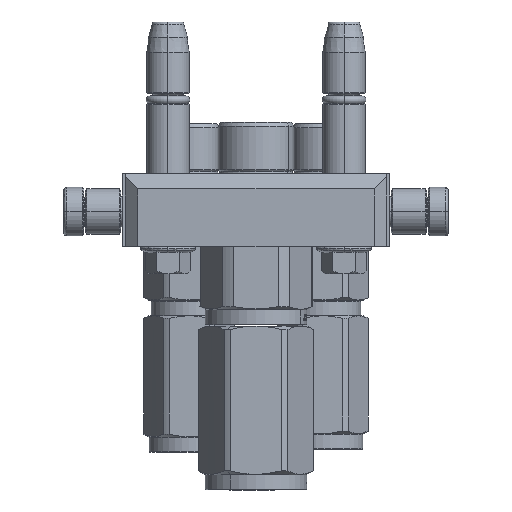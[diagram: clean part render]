
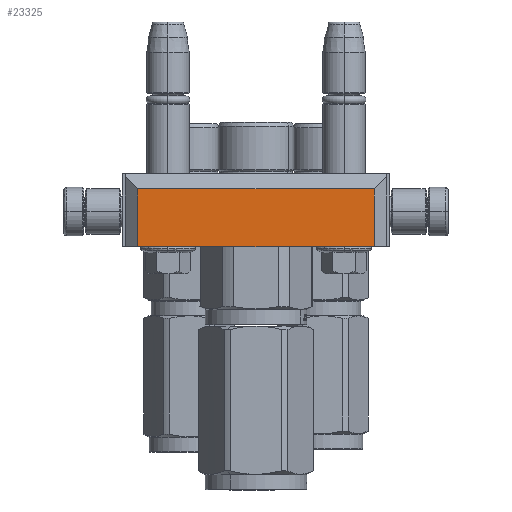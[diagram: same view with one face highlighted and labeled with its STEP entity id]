
A CAD part, left-side view. The second image highlights one B-rep face of the part: STEP entity #23325.
In plain terms, the highlighted face is planar.
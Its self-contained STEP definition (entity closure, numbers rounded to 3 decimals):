
#1742 = EDGE_CURVE ( 'NONE', #37696, #48790, #25069, .T. ) ;
#2166 = FACE_OUTER_BOUND ( 'NONE', #61980, .T. ) ;
#6646 = CARTESIAN_POINT ( 'NONE',  ( -39., 42.75, 24. ) ) ;
#7381 = CARTESIAN_POINT ( 'NONE',  ( -39., 42.75, 5. ) ) ;
#9299 = CARTESIAN_POINT ( 'NONE',  ( 39., 42.75, 5. ) ) ;
#9397 = ORIENTED_EDGE ( 'NONE', *, *, #51298, .F. ) ;
#10554 = VECTOR ( 'NONE', #17862, 1000. ) ;
#11139 = DIRECTION ( 'NONE',  ( 0., 0., -1. ) ) ;
#12391 = CARTESIAN_POINT ( 'NONE',  ( -39., 42.75, 5. ) ) ;
#14506 = LINE ( 'NONE', #7381, #56322 ) ;
#17862 = DIRECTION ( 'NONE',  ( -1., 0., 0. ) ) ;
#17931 = AXIS2_PLACEMENT_3D ( 'NONE', #22594, #33596, #49334 ) ;
#22594 = CARTESIAN_POINT ( 'NONE',  ( 44., 42.75, 0. ) ) ;
#23325 = ADVANCED_FACE ( 'NONE', ( #2166 ), #60092, .T. ) ;
#25069 = LINE ( 'NONE', #66790, #10554 ) ;
#25605 = EDGE_CURVE ( 'NONE', #40355, #36493, #14506, .T. ) ;
#31950 = ORIENTED_EDGE ( 'NONE', *, *, #25605, .F. ) ;
#33596 = DIRECTION ( 'NONE',  ( 0., 1., 0. ) ) ;
#36493 = VERTEX_POINT ( 'NONE', #9299 ) ;
#36717 = CARTESIAN_POINT ( 'NONE',  ( 39., 42.75, 24. ) ) ;
#37696 = VERTEX_POINT ( 'NONE', #65679 ) ;
#40355 = VERTEX_POINT ( 'NONE', #12391 ) ;
#44246 = EDGE_CURVE ( 'NONE', #37696, #36493, #70229, .T. ) ;
#47814 = ORIENTED_EDGE ( 'NONE', *, *, #1742, .F. ) ;
#48790 = VERTEX_POINT ( 'NONE', #6646 ) ;
#49334 = DIRECTION ( 'NONE',  ( -1., 0., 0. ) ) ;
#51298 = EDGE_CURVE ( 'NONE', #48790, #40355, #68287, .T. ) ;
#55715 = VECTOR ( 'NONE', #70062, 1000. ) ;
#56322 = VECTOR ( 'NONE', #62460, 1000. ) ;
#58908 = ORIENTED_EDGE ( 'NONE', *, *, #44246, .T. ) ;
#58928 = VECTOR ( 'NONE', #11139, 1000. ) ;
#60092 = PLANE ( 'NONE',  #17931 ) ;
#61980 = EDGE_LOOP ( 'NONE', ( #47814, #58908, #31950, #9397 ) ) ;
#62460 = DIRECTION ( 'NONE',  ( 1., 0., 0. ) ) ;
#65679 = CARTESIAN_POINT ( 'NONE',  ( 39., 42.75, 24. ) ) ;
#66790 = CARTESIAN_POINT ( 'NONE',  ( 39., 42.75, 24. ) ) ;
#68287 = LINE ( 'NONE', #70759, #58928 ) ;
#70062 = DIRECTION ( 'NONE',  ( 0., 0., -1. ) ) ;
#70229 = LINE ( 'NONE', #36717, #55715 ) ;
#70759 = CARTESIAN_POINT ( 'NONE',  ( -39., 42.75, 24. ) ) ;
